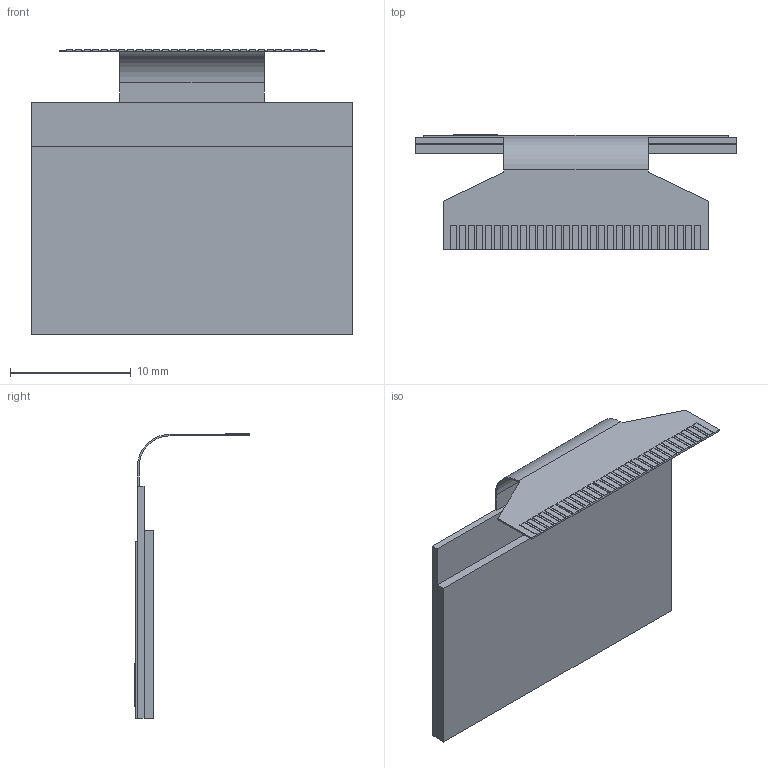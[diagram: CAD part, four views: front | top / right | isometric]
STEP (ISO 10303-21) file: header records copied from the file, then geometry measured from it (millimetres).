
FILE_DESCRIPTION (( 'STEP AP214' ), '1' );
FILE_NAME ('User Library-OLEDF.STEP', '2016-07-03T20:46:23', ( 'Windows User' ), ( '' ), 'SwSTEP 2.0', 'SolidWorks 2016', '' );
FILE_SCHEMA (( 'AUTOMOTIVE_DESIGN' ));
Length unit declared in the file: millimetre
Products named in the file (1): User Library-OLEDF
Bounding box: 26.7 x 9.55 x 23.61 mm (x, y, z)
Volume: 697.3 mm3; surface area: 2413.2 mm2
Topology: 4 solids, 4 shells, 160 faces, 453 edges, 302 vertices
Faces by surface type: plane 156, cylinder 4
Entity records: 6906 total; most frequent: CARTESIAN_POINT 916, ORIENTED_EDGE 906, DIRECTION 783, EDGE_CURVE 453, LINE 445, VECTOR 445, VERTEX_POINT 302, AXIS2_PLACEMENT_3D 169
